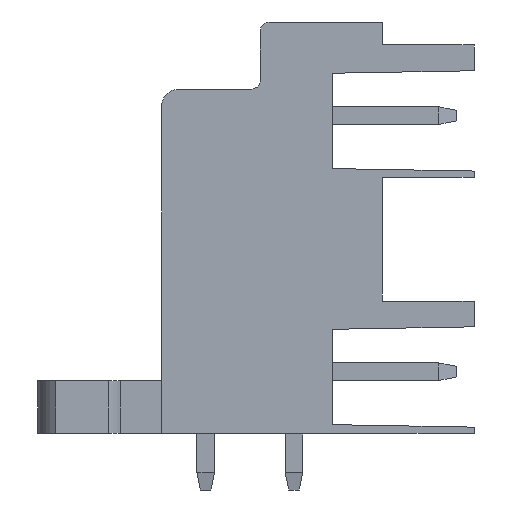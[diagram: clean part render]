
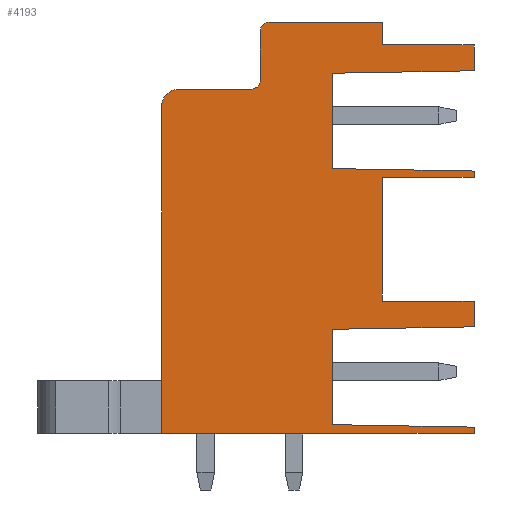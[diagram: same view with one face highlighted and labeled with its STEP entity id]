
A CAD part, left-side view. The second image highlights one B-rep face of the part: STEP entity #4193.
In plain terms, the highlighted planar face has unit normal (-1, 0, 0).
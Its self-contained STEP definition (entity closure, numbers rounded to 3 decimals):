
#2028=AXIS2_PLACEMENT_3D('Circle Axis2P3D',#2026,#2027,$) ;
#2090=AXIS2_PLACEMENT_3D('Circle Axis2P3D',#2088,#2089,$) ;
#2152=AXIS2_PLACEMENT_3D('Circle Axis2P3D',#2150,#2151,$) ;
#4166=AXIS2_PLACEMENT_3D('Plane Axis2P3D',#4163,#4164,#4165) ;
#49=CARTESIAN_POINT('Vertex',(0.,0.,3.56)) ;
#52=CARTESIAN_POINT('Line Origine',(0.,0.,3.38)) ;
#56=CARTESIAN_POINT('Vertex',(0.,0.,3.2)) ;
#87=CARTESIAN_POINT('Vertex',(0.,8.,3.7)) ;
#90=CARTESIAN_POINT('Line Origine',(0.,4.,3.63)) ;
#118=CARTESIAN_POINT('Vertex',(0.,8.,9.1)) ;
#121=CARTESIAN_POINT('Line Origine',(0.,8.,6.4)) ;
#897=CARTESIAN_POINT('Vertex',(0.,0.,9.24)) ;
#900=CARTESIAN_POINT('Line Origine',(0.,4.,9.17)) ;
#923=CARTESIAN_POINT('Vertex',(0.,0.,10.7)) ;
#926=CARTESIAN_POINT('Line Origine',(0.,0.,9.97)) ;
#954=CARTESIAN_POINT('Vertex',(0.,5.2,10.7)) ;
#957=CARTESIAN_POINT('Line Origine',(0.,2.6,10.7)) ;
#985=CARTESIAN_POINT('Vertex',(0.,5.2,17.7)) ;
#988=CARTESIAN_POINT('Line Origine',(0.,5.2,14.2)) ;
#1016=CARTESIAN_POINT('Vertex',(0.,0.,17.7)) ;
#1019=CARTESIAN_POINT('Line Origine',(0.,2.6,17.7)) ;
#1042=CARTESIAN_POINT('Vertex',(0.,0.,18.06)) ;
#1045=CARTESIAN_POINT('Line Origine',(0.,0.,17.88)) ;
#1073=CARTESIAN_POINT('Vertex',(0.,8.,18.2)) ;
#1076=CARTESIAN_POINT('Line Origine',(0.,4.,18.13)) ;
#1099=CARTESIAN_POINT('Vertex',(0.,8.,23.6)) ;
#1102=CARTESIAN_POINT('Line Origine',(0.,8.,20.9)) ;
#1878=CARTESIAN_POINT('Vertex',(0.,0.,23.74)) ;
#1881=CARTESIAN_POINT('Line Origine',(0.,4.,23.67)) ;
#1904=CARTESIAN_POINT('Vertex',(0.,0.,25.2)) ;
#1907=CARTESIAN_POINT('Line Origine',(0.,0.,24.47)) ;
#1935=CARTESIAN_POINT('Vertex',(0.,5.2,25.2)) ;
#1938=CARTESIAN_POINT('Line Origine',(0.,2.6,25.2)) ;
#1961=CARTESIAN_POINT('Vertex',(0.,5.2,26.5)) ;
#1964=CARTESIAN_POINT('Line Origine',(0.,5.2,25.85)) ;
#1992=CARTESIAN_POINT('Vertex',(0.,11.6,26.5)) ;
#1995=CARTESIAN_POINT('Line Origine',(0.,8.4,26.5)) ;
#2023=CARTESIAN_POINT('Vertex',(0.,12.1,26.)) ;
#2026=CARTESIAN_POINT('Axis2P3D Location',(0.,11.6,26.)) ;
#2054=CARTESIAN_POINT('Vertex',(0.,12.1,23.2)) ;
#2057=CARTESIAN_POINT('Line Origine',(0.,12.1,24.6)) ;
#2085=CARTESIAN_POINT('Vertex',(0.,12.6,22.7)) ;
#2088=CARTESIAN_POINT('Axis2P3D Location',(0.,12.6,23.2)) ;
#2116=CARTESIAN_POINT('Vertex',(0.,16.7,22.7)) ;
#2119=CARTESIAN_POINT('Line Origine',(0.,14.65,22.7)) ;
#2147=CARTESIAN_POINT('Vertex',(0.,17.7,21.7)) ;
#2150=CARTESIAN_POINT('Axis2P3D Location',(0.,16.7,21.7)) ;
#2257=CARTESIAN_POINT('Vertex',(0.,17.7,3.2)) ;
#2260=CARTESIAN_POINT('Line Origine',(0.,17.7,12.45)) ;
#2331=CARTESIAN_POINT('Line Origine',(0.,8.85,3.2)) ;
#4163=CARTESIAN_POINT('Axis2P3D Location',(0.,0.,0.)) ;
#53=DIRECTION('Vector Direction',(0.,0.,-1.)) ;
#91=DIRECTION('Vector Direction',(0.,-1.,-0.017)) ;
#122=DIRECTION('Vector Direction',(0.,0.,-1.)) ;
#901=DIRECTION('Vector Direction',(0.,1.,-0.017)) ;
#927=DIRECTION('Vector Direction',(0.,0.,-1.)) ;
#958=DIRECTION('Vector Direction',(0.,-1.,0.)) ;
#989=DIRECTION('Vector Direction',(0.,0.,-1.)) ;
#1020=DIRECTION('Vector Direction',(0.,1.,0.)) ;
#1046=DIRECTION('Vector Direction',(0.,0.,-1.)) ;
#1077=DIRECTION('Vector Direction',(0.,-1.,-0.017)) ;
#1103=DIRECTION('Vector Direction',(0.,0.,-1.)) ;
#1882=DIRECTION('Vector Direction',(0.,1.,-0.017)) ;
#1908=DIRECTION('Vector Direction',(0.,0.,-1.)) ;
#1939=DIRECTION('Vector Direction',(0.,-1.,0.)) ;
#1965=DIRECTION('Vector Direction',(0.,0.,-1.)) ;
#1996=DIRECTION('Vector Direction',(0.,-1.,0.)) ;
#2027=DIRECTION('Axis2P3D Direction',(-1.,0.,0.)) ;
#2058=DIRECTION('Vector Direction',(0.,0.,1.)) ;
#2089=DIRECTION('Axis2P3D Direction',(-1.,0.,0.)) ;
#2120=DIRECTION('Vector Direction',(0.,-1.,0.)) ;
#2151=DIRECTION('Axis2P3D Direction',(-1.,0.,0.)) ;
#2261=DIRECTION('Vector Direction',(0.,0.,1.)) ;
#2332=DIRECTION('Vector Direction',(0.,1.,0.)) ;
#4164=DIRECTION('Axis2P3D Direction',(-1.,0.,0.)) ;
#4165=DIRECTION('Axis2P3D XDirection',(0.,-1.,0.)) ;
#54=VECTOR('Line Direction',#53,1.) ;
#92=VECTOR('Line Direction',#91,1.) ;
#123=VECTOR('Line Direction',#122,1.) ;
#902=VECTOR('Line Direction',#901,1.) ;
#928=VECTOR('Line Direction',#927,1.) ;
#959=VECTOR('Line Direction',#958,1.) ;
#990=VECTOR('Line Direction',#989,1.) ;
#1021=VECTOR('Line Direction',#1020,1.) ;
#1047=VECTOR('Line Direction',#1046,1.) ;
#1078=VECTOR('Line Direction',#1077,1.) ;
#1104=VECTOR('Line Direction',#1103,1.) ;
#1883=VECTOR('Line Direction',#1882,1.) ;
#1909=VECTOR('Line Direction',#1908,1.) ;
#1940=VECTOR('Line Direction',#1939,1.) ;
#1966=VECTOR('Line Direction',#1965,1.) ;
#1997=VECTOR('Line Direction',#1996,1.) ;
#2059=VECTOR('Line Direction',#2058,1.) ;
#2121=VECTOR('Line Direction',#2120,1.) ;
#2262=VECTOR('Line Direction',#2261,1.) ;
#2333=VECTOR('Line Direction',#2332,1.) ;
#4169=ORIENTED_EDGE('',*,*,#58,.T.) ;
#4170=ORIENTED_EDGE('',*,*,#94,.T.) ;
#4171=ORIENTED_EDGE('',*,*,#125,.T.) ;
#4172=ORIENTED_EDGE('',*,*,#904,.T.) ;
#4173=ORIENTED_EDGE('',*,*,#930,.T.) ;
#4174=ORIENTED_EDGE('',*,*,#961,.T.) ;
#4175=ORIENTED_EDGE('',*,*,#992,.T.) ;
#4176=ORIENTED_EDGE('',*,*,#1023,.T.) ;
#4177=ORIENTED_EDGE('',*,*,#1049,.T.) ;
#4178=ORIENTED_EDGE('',*,*,#1080,.T.) ;
#4179=ORIENTED_EDGE('',*,*,#1106,.T.) ;
#4180=ORIENTED_EDGE('',*,*,#1885,.T.) ;
#4181=ORIENTED_EDGE('',*,*,#1911,.T.) ;
#4182=ORIENTED_EDGE('',*,*,#1942,.T.) ;
#4183=ORIENTED_EDGE('',*,*,#1968,.T.) ;
#4184=ORIENTED_EDGE('',*,*,#1999,.T.) ;
#4185=ORIENTED_EDGE('',*,*,#2030,.T.) ;
#4186=ORIENTED_EDGE('',*,*,#2061,.T.) ;
#4187=ORIENTED_EDGE('',*,*,#2092,.T.) ;
#4188=ORIENTED_EDGE('',*,*,#2123,.T.) ;
#4189=ORIENTED_EDGE('',*,*,#2154,.T.) ;
#4190=ORIENTED_EDGE('',*,*,#2264,.T.) ;
#4191=ORIENTED_EDGE('',*,*,#2335,.T.) ;
#4193=ADVANCED_FACE('Housing',(#4192),#4167,.T.) ;
#2029=CIRCLE('generated circle',#2028,0.5) ;
#2091=CIRCLE('generated circle',#2090,0.5) ;
#2153=CIRCLE('generated circle',#2152,1.) ;
#58=EDGE_CURVE('',#57,#50,#55,.F.) ;
#94=EDGE_CURVE('',#50,#88,#93,.F.) ;
#125=EDGE_CURVE('',#88,#119,#124,.F.) ;
#904=EDGE_CURVE('',#119,#898,#903,.F.) ;
#930=EDGE_CURVE('',#898,#924,#929,.F.) ;
#961=EDGE_CURVE('',#924,#955,#960,.F.) ;
#992=EDGE_CURVE('',#955,#986,#991,.F.) ;
#1023=EDGE_CURVE('',#986,#1017,#1022,.F.) ;
#1049=EDGE_CURVE('',#1017,#1043,#1048,.F.) ;
#1080=EDGE_CURVE('',#1043,#1074,#1079,.F.) ;
#1106=EDGE_CURVE('',#1074,#1100,#1105,.F.) ;
#1885=EDGE_CURVE('',#1100,#1879,#1884,.F.) ;
#1911=EDGE_CURVE('',#1879,#1905,#1910,.F.) ;
#1942=EDGE_CURVE('',#1905,#1936,#1941,.F.) ;
#1968=EDGE_CURVE('',#1936,#1962,#1967,.F.) ;
#1999=EDGE_CURVE('',#1962,#1993,#1998,.F.) ;
#2030=EDGE_CURVE('',#1993,#2024,#2029,.T.) ;
#2061=EDGE_CURVE('',#2024,#2055,#2060,.F.) ;
#2092=EDGE_CURVE('',#2055,#2086,#2091,.F.) ;
#2123=EDGE_CURVE('',#2086,#2117,#2122,.F.) ;
#2154=EDGE_CURVE('',#2117,#2148,#2153,.T.) ;
#2264=EDGE_CURVE('',#2148,#2258,#2263,.F.) ;
#2335=EDGE_CURVE('',#2258,#57,#2334,.F.) ;
#4168=EDGE_LOOP('',(#4169,#4170,#4171,#4172,#4173,#4174,#4175,#4176,#4177,#4178,#4179,#4180,#4181,#4182,#4183,#4184,#4185,#4186,#4187,#4188,#4189,#4190,#4191)) ;
#4192=FACE_OUTER_BOUND('',#4168,.T.) ;
#55=LINE('Line',#52,#54) ;
#93=LINE('Line',#90,#92) ;
#124=LINE('Line',#121,#123) ;
#903=LINE('Line',#900,#902) ;
#929=LINE('Line',#926,#928) ;
#960=LINE('Line',#957,#959) ;
#991=LINE('Line',#988,#990) ;
#1022=LINE('Line',#1019,#1021) ;
#1048=LINE('Line',#1045,#1047) ;
#1079=LINE('Line',#1076,#1078) ;
#1105=LINE('Line',#1102,#1104) ;
#1884=LINE('Line',#1881,#1883) ;
#1910=LINE('Line',#1907,#1909) ;
#1941=LINE('Line',#1938,#1940) ;
#1967=LINE('Line',#1964,#1966) ;
#1998=LINE('Line',#1995,#1997) ;
#2060=LINE('Line',#2057,#2059) ;
#2122=LINE('Line',#2119,#2121) ;
#2263=LINE('Line',#2260,#2262) ;
#2334=LINE('Line',#2331,#2333) ;
#4167=PLANE('',#4166) ;
#50=VERTEX_POINT('',#49) ;
#57=VERTEX_POINT('',#56) ;
#88=VERTEX_POINT('',#87) ;
#119=VERTEX_POINT('',#118) ;
#898=VERTEX_POINT('',#897) ;
#924=VERTEX_POINT('',#923) ;
#955=VERTEX_POINT('',#954) ;
#986=VERTEX_POINT('',#985) ;
#1017=VERTEX_POINT('',#1016) ;
#1043=VERTEX_POINT('',#1042) ;
#1074=VERTEX_POINT('',#1073) ;
#1100=VERTEX_POINT('',#1099) ;
#1879=VERTEX_POINT('',#1878) ;
#1905=VERTEX_POINT('',#1904) ;
#1936=VERTEX_POINT('',#1935) ;
#1962=VERTEX_POINT('',#1961) ;
#1993=VERTEX_POINT('',#1992) ;
#2024=VERTEX_POINT('',#2023) ;
#2055=VERTEX_POINT('',#2054) ;
#2086=VERTEX_POINT('',#2085) ;
#2117=VERTEX_POINT('',#2116) ;
#2148=VERTEX_POINT('',#2147) ;
#2258=VERTEX_POINT('',#2257) ;
